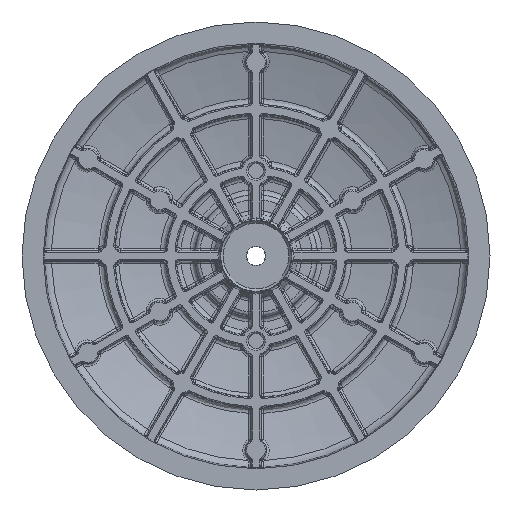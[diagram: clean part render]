
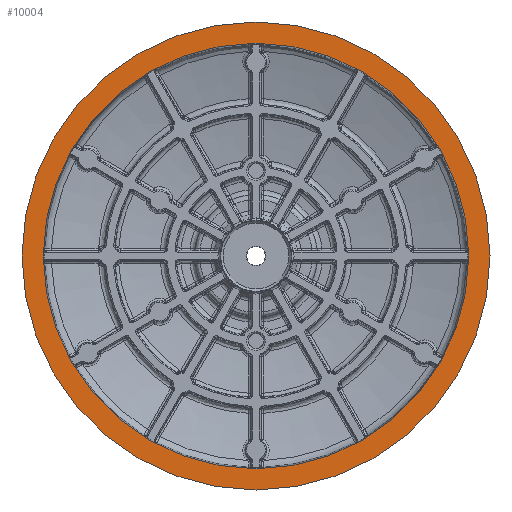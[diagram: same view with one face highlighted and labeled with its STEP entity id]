
A CAD part, front view. The second image highlights one B-rep face of the part: STEP entity #10004.
In plain terms, the highlighted planar face has unit normal (0, -1, 0).
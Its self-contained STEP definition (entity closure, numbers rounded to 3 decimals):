
#3716 = CIRCLE ( 'NONE', #37012, 49.5 ) ;
#8551 = AXIS2_PLACEMENT_3D ( 'NONE', #86317, #42370, #93709 ) ;
#10004 = ADVANCED_FACE ( 'NONE', ( #90033, #70567 ), #12855, .F. ) ;
#11749 = ORIENTED_EDGE ( 'NONE', *, *, #74111, .F. ) ;
#12216 = CARTESIAN_POINT ( 'NONE',  ( 0., 0., 0. ) ) ;
#12855 = PLANE ( 'NONE',  #8551 ) ;
#14685 = CARTESIAN_POINT ( 'NONE',  ( 0., 0., 0. ) ) ;
#16189 = CARTESIAN_POINT ( 'NONE',  ( 0., 0., 0. ) ) ;
#16733 = ORIENTED_EDGE ( 'NONE', *, *, #62600, .F. ) ;
#19567 = DIRECTION ( 'NONE',  ( 0., 0., -1. ) ) ;
#23508 = DIRECTION ( 'NONE',  ( 1., 0., 0. ) ) ;
#24025 = DIRECTION ( 'NONE',  ( 0., -1., 0. ) ) ;
#24349 = CARTESIAN_POINT ( 'NONE',  ( 0., 0., 49.5 ) ) ;
#28600 = ORIENTED_EDGE ( 'NONE', *, *, #43974, .F. ) ;
#29613 = DIRECTION ( 'NONE',  ( 0., 0., -1. ) ) ;
#29903 = AXIS2_PLACEMENT_3D ( 'NONE', #14685, #47870, #29613 ) ;
#32473 = EDGE_LOOP ( 'NONE', ( #28600, #11749 ) ) ;
#34624 = CARTESIAN_POINT ( 'NONE',  ( 45., 0., 0. ) ) ;
#37012 = AXIS2_PLACEMENT_3D ( 'NONE', #12216, #63588, #19567 ) ;
#41654 = VERTEX_POINT ( 'NONE', #66109 ) ;
#42370 = DIRECTION ( 'NONE',  ( 0., 1., 0. ) ) ;
#43974 = EDGE_CURVE ( 'NONE', #44184, #57855, #94898, .T. ) ;
#44184 = VERTEX_POINT ( 'NONE', #34624 ) ;
#47870 = DIRECTION ( 'NONE',  ( 0., 1., 0. ) ) ;
#47918 = EDGE_LOOP ( 'NONE', ( #93243, #16733 ) ) ;
#49130 = CIRCLE ( 'NONE', #29903, 49.5 ) ;
#56367 = AXIS2_PLACEMENT_3D ( 'NONE', #68069, #24025, #75448 ) ;
#57855 = VERTEX_POINT ( 'NONE', #62948 ) ;
#62600 = EDGE_CURVE ( 'NONE', #70689, #41654, #3716, .T. ) ;
#62948 = CARTESIAN_POINT ( 'NONE',  ( -45., 0., 0. ) ) ;
#63588 = DIRECTION ( 'NONE',  ( 0., 1., 0. ) ) ;
#66109 = CARTESIAN_POINT ( 'NONE',  ( 0., 0., -49.5 ) ) ;
#67524 = DIRECTION ( 'NONE',  ( 0., -1., 0. ) ) ;
#68069 = CARTESIAN_POINT ( 'NONE',  ( 0., 0., 0. ) ) ;
#70567 = FACE_OUTER_BOUND ( 'NONE', #47918, .T. ) ;
#70689 = VERTEX_POINT ( 'NONE', #24349 ) ;
#74111 = EDGE_CURVE ( 'NONE', #57855, #44184, #94826, .T. ) ;
#75448 = DIRECTION ( 'NONE',  ( 1., 0., 0. ) ) ;
#86317 = CARTESIAN_POINT ( 'NONE',  ( -7.468, 0., 0. ) ) ;
#86447 = AXIS2_PLACEMENT_3D ( 'NONE', #16189, #67524, #23508 ) ;
#90033 = FACE_BOUND ( 'NONE', #32473, .T. ) ;
#93243 = ORIENTED_EDGE ( 'NONE', *, *, #94207, .F. ) ;
#93709 = DIRECTION ( 'NONE',  ( 0., 0., 1. ) ) ;
#94207 = EDGE_CURVE ( 'NONE', #41654, #70689, #49130, .T. ) ;
#94826 = CIRCLE ( 'NONE', #86447, 45. ) ;
#94898 = CIRCLE ( 'NONE', #56367, 45. ) ;
